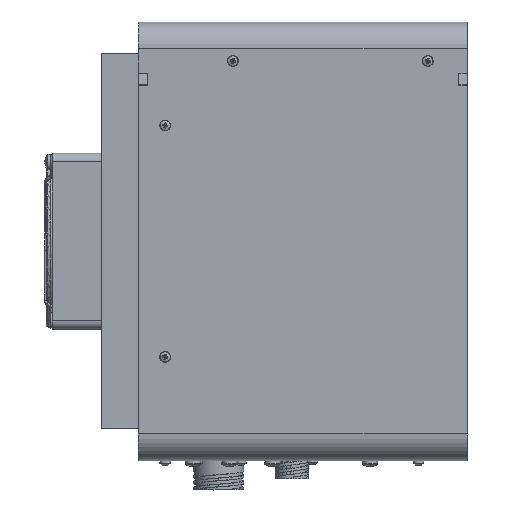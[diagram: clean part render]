
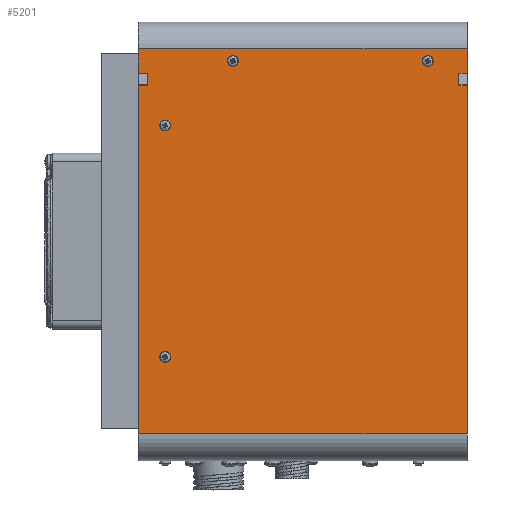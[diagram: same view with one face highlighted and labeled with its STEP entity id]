
A CAD part, left-side view. The second image highlights one B-rep face of the part: STEP entity #5201.
In plain terms, the highlighted planar face has unit normal (-1, 0, 0).
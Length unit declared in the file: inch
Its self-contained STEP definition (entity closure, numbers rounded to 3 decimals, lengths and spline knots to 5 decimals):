
#595 = CARTESIAN_POINT ( 'NONE',  ( -5.25, 0.3, -3.955 ) ) ;
#907 = CARTESIAN_POINT ( 'NONE',  ( -5.25, 13.94462, 3.94853 ) ) ;
#965 = DIRECTION ( 'NONE',  ( 0., 0., -1. ) ) ;
#1486 = VECTOR ( 'NONE', #11426, 39.37008 ) ;
#1691 = FACE_OUTER_BOUND ( 'NONE', #27119, .T. ) ;
#1713 = DIRECTION ( 'NONE',  ( 0., 0., -1. ) ) ;
#1945 = LINE ( 'NONE', #49916, #45854 ) ;
#2110 = LINE ( 'NONE', #23884, #47407 ) ;
#2850 = LINE ( 'NONE', #37641, #1486 ) ;
#3500 = DIRECTION ( 'NONE',  ( 0., -1., 0. ) ) ;
#3603 = CARTESIAN_POINT ( 'NONE',  ( -5.25, -1.75024, 3.69853 ) ) ;
#4422 = FACE_BOUND ( 'NONE', #56164, .T. ) ;
#4514 = VERTEX_POINT ( 'NONE', #33212 ) ;
#4944 = ORIENTED_EDGE ( 'NONE', *, *, #19617, .T. ) ;
#4972 = VERTEX_POINT ( 'NONE', #30377 ) ;
#5201 = ADVANCED_FACE ( 'NONE', ( #4422, #24894, #36606, #13336, #1691 ), #41145, .T. ) ;
#5240 = VERTEX_POINT ( 'NONE', #42438 ) ;
#5276 = CARTESIAN_POINT ( 'NONE',  ( -5.25, -6.2775, 3.195 ) ) ;
#5611 = DIRECTION ( 'NONE',  ( -1., 0., 0. ) ) ;
#5672 = LINE ( 'NONE', #6133, #14538 ) ;
#6120 = CARTESIAN_POINT ( 'NONE',  ( -5.25, 0.113, 3.195 ) ) ;
#6133 = CARTESIAN_POINT ( 'NONE',  ( -5.25, 0.3, 3.94853 ) ) ;
#6192 = EDGE_LOOP ( 'NONE', ( #52568 ) ) ;
#7528 = ORIENTED_EDGE ( 'NONE', *, *, #16402, .F. ) ;
#7924 = ORIENTED_EDGE ( 'NONE', *, *, #29060, .F. ) ;
#9523 = AXIS2_PLACEMENT_3D ( 'NONE', #21677, #52551, #26049 ) ;
#9750 = CARTESIAN_POINT ( 'NONE',  ( -5.25, -6.45, 3.195 ) ) ;
#10372 = AXIS2_PLACEMENT_3D ( 'NONE', #24545, #55437, #28963 ) ;
#11426 = DIRECTION ( 'NONE',  ( 0., 0., -1. ) ) ;
#12258 = CARTESIAN_POINT ( 'NONE',  ( -5.25, -0.36024, 2.375 ) ) ;
#13259 = AXIS2_PLACEMENT_3D ( 'NONE', #24152, #55070, #28568 ) ;
#13336 = FACE_BOUND ( 'NONE', #6192, .T. ) ;
#13716 = ORIENTED_EDGE ( 'NONE', *, *, #31747, .F. ) ;
#14003 = VECTOR ( 'NONE', #55594, 39.37008 ) ;
#14160 = VECTOR ( 'NONE', #43904, 39.37008 ) ;
#14196 = DIRECTION ( 'NONE',  ( 0., -1., 0. ) ) ;
#14538 = VECTOR ( 'NONE', #1713, 39.37008 ) ;
#14960 = EDGE_LOOP ( 'NONE', ( #7924 ) ) ;
#15564 = ORIENTED_EDGE ( 'NONE', *, *, #19173, .T. ) ;
#15565 = EDGE_CURVE ( 'NONE', #42233, #4514, #34470, .T. ) ;
#15725 = VERTEX_POINT ( 'NONE', #36467 ) ;
#16384 = VECTOR ( 'NONE', #55291, 39.37008 ) ;
#16402 = EDGE_CURVE ( 'NONE', #30104, #15725, #45493, .T. ) ;
#18242 = LINE ( 'NONE', #30589, #14160 ) ;
#18435 = ORIENTED_EDGE ( 'NONE', *, *, #37827, .F. ) ;
#18541 = CARTESIAN_POINT ( 'NONE',  ( -5.25, 0.113, 3.44853 ) ) ;
#19173 = EDGE_CURVE ( 'NONE', #30104, #21040, #2110, .T. ) ;
#19304 = DIRECTION ( 'NONE',  ( 0., 0., -1. ) ) ;
#19617 = EDGE_CURVE ( 'NONE', #49775, #42233, #50136, .T. ) ;
#20425 = CARTESIAN_POINT ( 'NONE',  ( -5.25, -6.45, 3.94853 ) ) ;
#21040 = VERTEX_POINT ( 'NONE', #5276 ) ;
#21635 = ORIENTED_EDGE ( 'NONE', *, *, #53201, .T. ) ;
#21677 = CARTESIAN_POINT ( 'NONE',  ( -5.25, -0.25, 2.375 ) ) ;
#22074 = VECTOR ( 'NONE', #965, 39.37008 ) ;
#22174 = LINE ( 'NONE', #40042, #32444 ) ;
#22700 = EDGE_CURVE ( 'NONE', #49700, #15725, #49061, .T. ) ;
#22739 = CARTESIAN_POINT ( 'NONE',  ( -5.25, -6.45, 3.915 ) ) ;
#22927 = AXIS2_PLACEMENT_3D ( 'NONE', #40944, #23170, #14196 ) ;
#23170 = DIRECTION ( 'NONE',  ( -1., 0., 0. ) ) ;
#23884 = CARTESIAN_POINT ( 'NONE',  ( -5.25, 0.3, 3.195 ) ) ;
#24152 = CARTESIAN_POINT ( 'NONE',  ( -5.25, -0.25, -2.375 ) ) ;
#24545 = CARTESIAN_POINT ( 'NONE',  ( -5.25, -1.64, 3.69853 ) ) ;
#24894 = FACE_BOUND ( 'NONE', #39716, .T. ) ;
#25628 = VECTOR ( 'NONE', #31498, 39.37008 ) ;
#26049 = DIRECTION ( 'NONE',  ( 0., -1., 0. ) ) ;
#26226 = ORIENTED_EDGE ( 'NONE', *, *, #56004, .F. ) ;
#26298 = EDGE_CURVE ( 'NONE', #4514, #49700, #18242, .T. ) ;
#27119 = EDGE_LOOP ( 'NONE', ( #45826, #21635, #18435, #26226, #30599, #56956, #4944, #29784, #33336, #46655, #7528, #15564 ) ) ;
#28215 = CIRCLE ( 'NONE', #13259, 0.11024 ) ;
#28568 = DIRECTION ( 'NONE',  ( 0., -1., 0. ) ) ;
#28810 = CARTESIAN_POINT ( 'NONE',  ( -5.25, 0.113, 3.94853 ) ) ;
#28963 = DIRECTION ( 'NONE',  ( 0., -1., 0. ) ) ;
#29060 = EDGE_CURVE ( 'NONE', #40662, #40662, #40659, .T. ) ;
#29597 = VERTEX_POINT ( 'NONE', #43472 ) ;
#29784 = ORIENTED_EDGE ( 'NONE', *, *, #15565, .T. ) ;
#30104 = VERTEX_POINT ( 'NONE', #9750 ) ;
#30348 = VERTEX_POINT ( 'NONE', #33193 ) ;
#30377 = CARTESIAN_POINT ( 'NONE',  ( -5.25, -0.36024, -2.375 ) ) ;
#30589 = CARTESIAN_POINT ( 'NONE',  ( -5.25, 0.3, 3.915 ) ) ;
#30599 = ORIENTED_EDGE ( 'NONE', *, *, #43565, .T. ) ;
#30715 = DIRECTION ( 'NONE',  ( 0., 1., 0. ) ) ;
#30897 = CARTESIAN_POINT ( 'NONE',  ( -5.25, 0.3, 3.44853 ) ) ;
#31498 = DIRECTION ( 'NONE',  ( 0., -1., 0. ) ) ;
#31747 = EDGE_CURVE ( 'NONE', #49640, #49640, #32833, .T. ) ;
#31776 = CARTESIAN_POINT ( 'NONE',  ( -5.25, -5.64, 3.69853 ) ) ;
#32444 = VECTOR ( 'NONE', #44469, 39.37008 ) ;
#32747 = LINE ( 'NONE', #34078, #54926 ) ;
#32833 = CIRCLE ( 'NONE', #10372, 0.11024 ) ;
#33193 = CARTESIAN_POINT ( 'NONE',  ( -5.25, -6.2775, 3.44853 ) ) ;
#33212 = CARTESIAN_POINT ( 'NONE',  ( -5.25, 0.3, 3.195 ) ) ;
#33336 = ORIENTED_EDGE ( 'NONE', *, *, #26298, .T. ) ;
#34078 = CARTESIAN_POINT ( 'NONE',  ( -5.25, 0.3, 3.44853 ) ) ;
#34470 = LINE ( 'NONE', #44019, #56642 ) ;
#35968 = LINE ( 'NONE', #907, #25628 ) ;
#36211 = DIRECTION ( 'NONE',  ( 0., -1., 0. ) ) ;
#36467 = CARTESIAN_POINT ( 'NONE',  ( -5.25, -6.45, -3.955 ) ) ;
#36606 = FACE_BOUND ( 'NONE', #14960, .T. ) ;
#37641 = CARTESIAN_POINT ( 'NONE',  ( -5.25, -6.45, 3.94853 ) ) ;
#37827 = EDGE_CURVE ( 'NONE', #48795, #5240, #2850, .T. ) ;
#39716 = EDGE_LOOP ( 'NONE', ( #13716 ) ) ;
#40042 = CARTESIAN_POINT ( 'NONE',  ( -5.25, 0.3, 3.44853 ) ) ;
#40659 = CIRCLE ( 'NONE', #9523, 0.11024 ) ;
#40662 = VERTEX_POINT ( 'NONE', #12258 ) ;
#40944 = CARTESIAN_POINT ( 'NONE',  ( -5.25, 13.94462, 3.94853 ) ) ;
#41036 = EDGE_CURVE ( 'NONE', #29597, #29597, #45668, .T. ) ;
#41145 = PLANE ( 'NONE',  #22927 ) ;
#42233 = VERTEX_POINT ( 'NONE', #6120 ) ;
#42438 = CARTESIAN_POINT ( 'NONE',  ( -5.25, -6.45, 3.44853 ) ) ;
#42523 = ORIENTED_EDGE ( 'NONE', *, *, #41036, .F. ) ;
#42541 = EDGE_CURVE ( 'NONE', #4972, #4972, #28215, .T. ) ;
#43472 = CARTESIAN_POINT ( 'NONE',  ( -5.25, -5.75024, 3.69853 ) ) ;
#43565 = EDGE_CURVE ( 'NONE', #50782, #43979, #5672, .T. ) ;
#43904 = DIRECTION ( 'NONE',  ( 0., 0., -1. ) ) ;
#43979 = VERTEX_POINT ( 'NONE', #30897 ) ;
#44019 = CARTESIAN_POINT ( 'NONE',  ( -5.25, 0.3, 3.195 ) ) ;
#44469 = DIRECTION ( 'NONE',  ( 0., -1., 0. ) ) ;
#45493 = LINE ( 'NONE', #22739, #22074 ) ;
#45668 = CIRCLE ( 'NONE', #50368, 0.11024 ) ;
#45826 = ORIENTED_EDGE ( 'NONE', *, *, #53642, .F. ) ;
#45852 = DIRECTION ( 'NONE',  ( 0., 1., 0. ) ) ;
#45854 = VECTOR ( 'NONE', #19304, 39.37008 ) ;
#46655 = ORIENTED_EDGE ( 'NONE', *, *, #22700, .T. ) ;
#47291 = CARTESIAN_POINT ( 'NONE',  ( -5.25, 0.3, 3.94853 ) ) ;
#47407 = VECTOR ( 'NONE', #45852, 39.37008 ) ;
#48795 = VERTEX_POINT ( 'NONE', #20425 ) ;
#49061 = LINE ( 'NONE', #51144, #14003 ) ;
#49640 = VERTEX_POINT ( 'NONE', #3603 ) ;
#49700 = VERTEX_POINT ( 'NONE', #595 ) ;
#49775 = VERTEX_POINT ( 'NONE', #18541 ) ;
#49916 = CARTESIAN_POINT ( 'NONE',  ( -5.25, -6.2775, 3.94853 ) ) ;
#50136 = LINE ( 'NONE', #28810, #16384 ) ;
#50368 = AXIS2_PLACEMENT_3D ( 'NONE', #31776, #5611, #36211 ) ;
#50782 = VERTEX_POINT ( 'NONE', #47291 ) ;
#51144 = CARTESIAN_POINT ( 'NONE',  ( -5.25, 13.94462, -3.955 ) ) ;
#51590 = EDGE_CURVE ( 'NONE', #43979, #49775, #22174, .T. ) ;
#52551 = DIRECTION ( 'NONE',  ( -1., 0., 0. ) ) ;
#52568 = ORIENTED_EDGE ( 'NONE', *, *, #42541, .F. ) ;
#53201 = EDGE_CURVE ( 'NONE', #30348, #5240, #32747, .T. ) ;
#53642 = EDGE_CURVE ( 'NONE', #30348, #21040, #1945, .T. ) ;
#54926 = VECTOR ( 'NONE', #3500, 39.37008 ) ;
#55070 = DIRECTION ( 'NONE',  ( -1., 0., 0. ) ) ;
#55291 = DIRECTION ( 'NONE',  ( 0., 0., -1. ) ) ;
#55437 = DIRECTION ( 'NONE',  ( -1., 0., 0. ) ) ;
#55594 = DIRECTION ( 'NONE',  ( 0., -1., 0. ) ) ;
#56004 = EDGE_CURVE ( 'NONE', #50782, #48795, #35968, .T. ) ;
#56164 = EDGE_LOOP ( 'NONE', ( #42523 ) ) ;
#56642 = VECTOR ( 'NONE', #30715, 39.37008 ) ;
#56956 = ORIENTED_EDGE ( 'NONE', *, *, #51590, .T. ) ;
